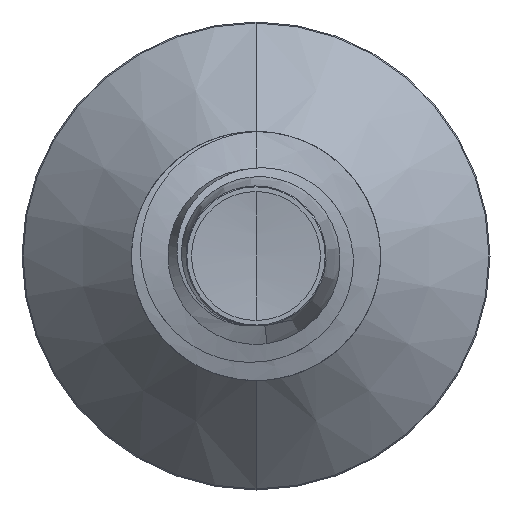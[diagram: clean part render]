
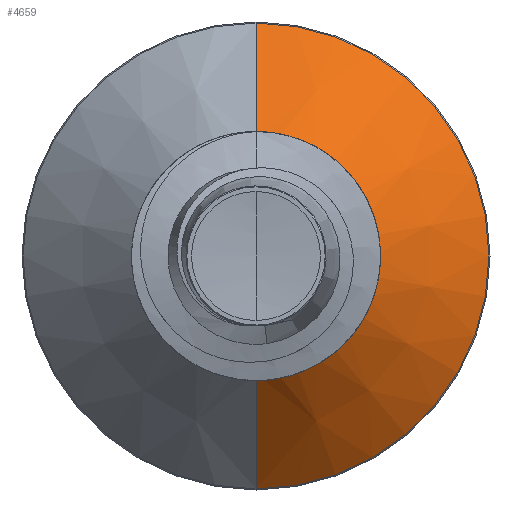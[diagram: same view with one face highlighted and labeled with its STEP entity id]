
A CAD part, front view. The second image highlights one B-rep face of the part: STEP entity #4659.
In plain terms, the highlighted conical face has half-angle 45 degrees and reference radius 1.189 mm.
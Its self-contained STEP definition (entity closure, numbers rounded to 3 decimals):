
#1231 = AXIS2_PLACEMENT_3D ( 'NONE', #7199, #7177, #7149 ) ;
#1296 = CARTESIAN_POINT ( 'NONE',  ( 0., 9.289, -1.189 ) ) ;
#1367 = CARTESIAN_POINT ( 'NONE',  ( 0., 9.289, 1.189 ) ) ;
#1760 = AXIS2_PLACEMENT_3D ( 'NONE', #11476, #11418, #11388 ) ;
#4254 = ORIENTED_EDGE ( 'NONE', *, *, #15684, .F. ) ;
#4315 = CARTESIAN_POINT ( 'NONE',  ( 0., 10.439, 2.339 ) ) ;
#4404 = VERTEX_POINT ( 'NONE', #12701 ) ;
#4422 = CIRCLE ( 'NONE', #1231, 1.189 ) ;
#4659 = ADVANCED_FACE ( 'NONE', ( #12886 ), #12149, .T. ) ;
#4936 = EDGE_LOOP ( 'NONE', ( #14123, #16288, #14434, #4254 ) ) ;
#7149 = DIRECTION ( 'NONE',  ( 0., 0., 1. ) ) ;
#7177 = DIRECTION ( 'NONE',  ( 0., 1., 0. ) ) ;
#7199 = CARTESIAN_POINT ( 'NONE',  ( 0., 9.289, 0. ) ) ;
#8088 = VERTEX_POINT ( 'NONE', #1367 ) ;
#8318 = DIRECTION ( 'NONE',  ( 0., 0.707, -0.707 ) ) ;
#8367 = CARTESIAN_POINT ( 'NONE',  ( 0., 9.289, -1.189 ) ) ;
#8444 = VERTEX_POINT ( 'NONE', #1296 ) ;
#9214 = LINE ( 'NONE', #13831, #17703 ) ;
#11290 = VERTEX_POINT ( 'NONE', #4315 ) ;
#11388 = DIRECTION ( 'NONE',  ( 0., 0., 1. ) ) ;
#11418 = DIRECTION ( 'NONE',  ( 0., 1., 0. ) ) ;
#11476 = CARTESIAN_POINT ( 'NONE',  ( 0., 10.439, 0. ) ) ;
#11807 = CARTESIAN_POINT ( 'NONE',  ( 0., 9.289, 0. ) ) ;
#11822 = DIRECTION ( 'NONE',  ( 0., 1., 0. ) ) ;
#11930 = DIRECTION ( 'NONE',  ( 0., 0., 1. ) ) ;
#12149 = CONICAL_SURFACE ( 'NONE', #15058, 1.189, 0.785 ) ;
#12701 = CARTESIAN_POINT ( 'NONE',  ( 0., 10.439, -2.339 ) ) ;
#12886 = FACE_OUTER_BOUND ( 'NONE', #4936, .T. ) ;
#13805 = DIRECTION ( 'NONE',  ( 0., 0.707, 0.707 ) ) ;
#13831 = CARTESIAN_POINT ( 'NONE',  ( 0., 9.289, 1.189 ) ) ;
#14123 = ORIENTED_EDGE ( 'NONE', *, *, #16719, .T. ) ;
#14434 = ORIENTED_EDGE ( 'NONE', *, *, #16359, .F. ) ;
#14708 = LINE ( 'NONE', #8367, #17045 ) ;
#14970 = CIRCLE ( 'NONE', #1760, 2.339 ) ;
#15058 = AXIS2_PLACEMENT_3D ( 'NONE', #11807, #11822, #11930 ) ;
#15684 = EDGE_CURVE ( 'NONE', #8088, #11290, #9214, .T. ) ;
#15791 = EDGE_CURVE ( 'NONE', #8444, #4404, #14708, .T. ) ;
#16288 = ORIENTED_EDGE ( 'NONE', *, *, #15791, .T. ) ;
#16359 = EDGE_CURVE ( 'NONE', #11290, #4404, #14970, .T. ) ;
#16719 = EDGE_CURVE ( 'NONE', #8088, #8444, #4422, .T. ) ;
#17045 = VECTOR ( 'NONE', #8318, 1000. ) ;
#17703 = VECTOR ( 'NONE', #13805, 1000. ) ;
